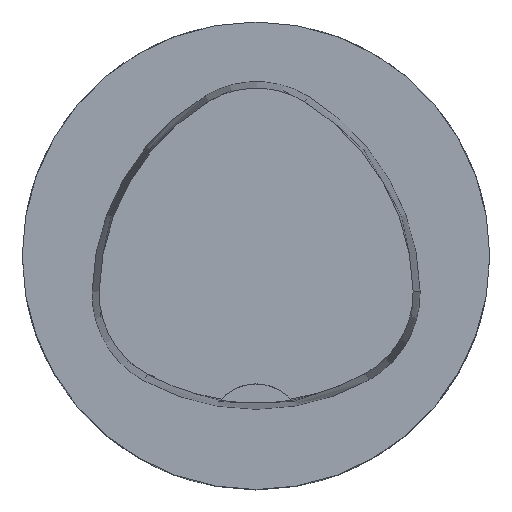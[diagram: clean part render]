
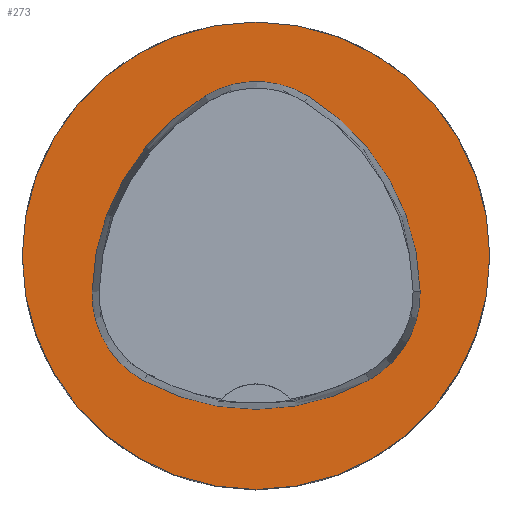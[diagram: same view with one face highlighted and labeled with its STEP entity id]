
A CAD part, top view. The second image highlights one B-rep face of the part: STEP entity #273.
In plain terms, the highlighted planar face has unit normal (0, 0, 1).
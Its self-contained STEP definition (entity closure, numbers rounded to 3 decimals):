
#273=ADVANCED_FACE('',(#656,#657),#347,.T.);
#347=PLANE('',#1808);
#656=FACE_BOUND('',#707,.T.);
#657=FACE_BOUND('',#708,.T.);
#707=EDGE_LOOP('',(#946,#947,#948,#949,#950,#951));
#708=EDGE_LOOP('',(#952));
#946=ORIENTED_EDGE('',*,*,#1487,.F.);
#947=ORIENTED_EDGE('',*,*,#1482,.F.);
#948=ORIENTED_EDGE('',*,*,#1477,.F.);
#949=ORIENTED_EDGE('',*,*,#1474,.F.);
#950=ORIENTED_EDGE('',*,*,#1471,.F.);
#951=ORIENTED_EDGE('',*,*,#1467,.F.);
#952=ORIENTED_EDGE('',*,*,#1490,.T.);
#1294=VERTEX_POINT('',#2649);
#1295=VERTEX_POINT('',#2650);
#1298=VERTEX_POINT('',#2658);
#1300=VERTEX_POINT('',#2664);
#1302=VERTEX_POINT('',#2670);
#1306=VERTEX_POINT('',#2683);
#1310=VERTEX_POINT('',#2701);
#1467=EDGE_CURVE('',#1294,#1295,#1623,.T.);
#1471=EDGE_CURVE('',#1295,#1298,#1625,.T.);
#1474=EDGE_CURVE('',#1298,#1300,#1627,.T.);
#1477=EDGE_CURVE('',#1300,#1302,#1629,.T.);
#1482=EDGE_CURVE('',#1302,#1306,#1632,.T.);
#1487=EDGE_CURVE('',#1306,#1294,#1635,.T.);
#1490=EDGE_CURVE('',#1310,#1310,#1638,.T.);
#1623=CIRCLE('',#1785,20.);
#1625=CIRCLE('',#1788,8.5);
#1627=CIRCLE('',#1791,20.);
#1629=CIRCLE('',#1794,8.5);
#1632=CIRCLE('',#1798,20.);
#1635=CIRCLE('',#1802,8.5);
#1638=CIRCLE('',#1807,20.);
#1785=AXIS2_PLACEMENT_3D('',#2648,#2073,#2074);
#1788=AXIS2_PLACEMENT_3D('',#2657,#2081,#2082);
#1791=AXIS2_PLACEMENT_3D('',#2663,#2088,#2089);
#1794=AXIS2_PLACEMENT_3D('',#2669,#2095,#2096);
#1798=AXIS2_PLACEMENT_3D('',#2682,#2104,#2105);
#1802=AXIS2_PLACEMENT_3D('',#2695,#2113,#2114);
#1807=AXIS2_PLACEMENT_3D('',#2700,#2123,#2124);
#1808=AXIS2_PLACEMENT_3D('',#2702,#2125,#2126);
#2073=DIRECTION('',(0.,0.,1.));
#2074=DIRECTION('',(1.,0.,0.));
#2081=DIRECTION('',(0.,0.,1.));
#2082=DIRECTION('',(1.,0.,0.));
#2088=DIRECTION('',(0.,0.,1.));
#2089=DIRECTION('',(1.,0.,0.));
#2095=DIRECTION('',(0.,0.,1.));
#2096=DIRECTION('',(1.,0.,0.));
#2104=DIRECTION('',(0.,0.,1.));
#2105=DIRECTION('',(1.,0.,0.));
#2113=DIRECTION('',(0.,0.,1.));
#2114=DIRECTION('',(1.,0.,0.));
#2123=DIRECTION('',(0.,0.,1.));
#2124=DIRECTION('',(1.,0.,0.));
#2125=DIRECTION('',(0.,0.,1.));
#2126=DIRECTION('',(-1.,0.,0.));
#2648=CARTESIAN_POINT('',(-5.955,-3.414,0.));
#2649=CARTESIAN_POINT('',(14.041,-3.042,0.));
#2650=CARTESIAN_POINT('',(4.472,13.653,0.));
#2657=CARTESIAN_POINT('',(0.04,6.4,0.));
#2658=CARTESIAN_POINT('',(-4.347,13.68,0.));
#2663=CARTESIAN_POINT('',(5.976,-3.45,0.));
#2664=CARTESIAN_POINT('',(-14.021,-3.075,0.));
#2669=CARTESIAN_POINT('',(-5.522,-3.235,0.));
#2670=CARTESIAN_POINT('',(-9.588,-10.699,0.));
#2682=CARTESIAN_POINT('',(-0.022,6.864,0.));
#2683=CARTESIAN_POINT('',(9.655,-10.639,0.));
#2695=CARTESIAN_POINT('',(5.543,-3.2,0.));
#2700=CARTESIAN_POINT('',(0.,0.,0.));
#2701=CARTESIAN_POINT('',(20.,0.,0.));
#2702=CARTESIAN_POINT('',(0.,0.,0.));
